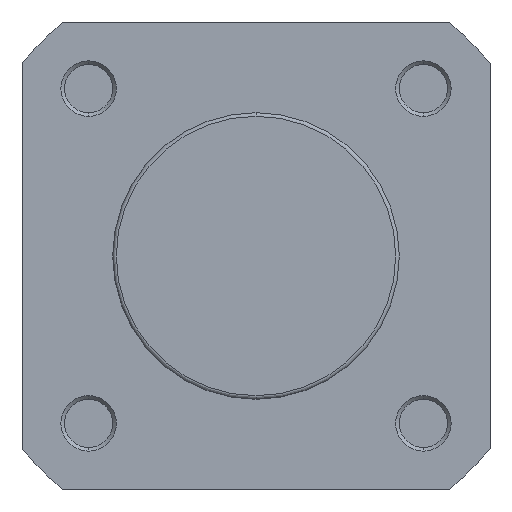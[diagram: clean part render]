
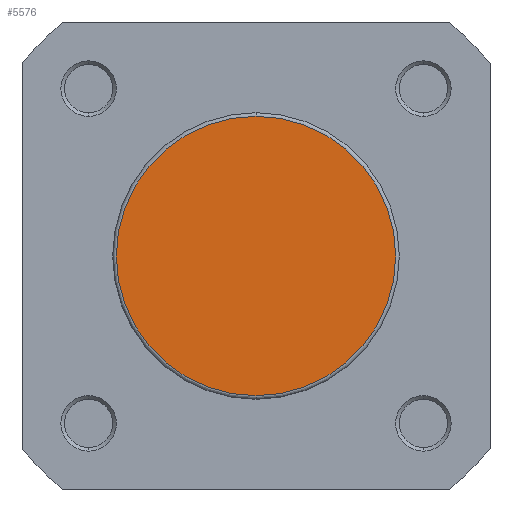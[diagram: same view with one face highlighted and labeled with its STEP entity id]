
A CAD part, left-side view. The second image highlights one B-rep face of the part: STEP entity #5576.
In plain terms, the highlighted planar face has unit normal (-1, 0, 0).
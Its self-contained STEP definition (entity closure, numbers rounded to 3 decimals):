
#355 = EDGE_CURVE ( 'NONE', #4400, #4395, #2552, .T. ) ;
#414 = EDGE_CURVE ( 'NONE', #4395, #4400, #2640, .T. ) ;
#583 = AXIS2_PLACEMENT_3D ( 'NONE', #5053, #5054, #5055 ) ;
#611 = AXIS2_PLACEMENT_3D ( 'NONE', #5208, #5210, #5211 ) ;
#916 = AXIS2_PLACEMENT_3D ( 'NONE', #4150, #4152, #4153 ) ;
#1361 = EDGE_LOOP ( 'NONE', ( #1905, #1906 ) ) ;
#1690 = FACE_OUTER_BOUND ( 'NONE', #1361, .T. ) ;
#1905 = ORIENTED_EDGE ( 'NONE', *, *, #355, .T. ) ;
#1906 = ORIENTED_EDGE ( 'NONE', *, *, #414, .T. ) ;
#2552 = CIRCLE ( 'NONE', #583, 19.4 ) ;
#2640 = CIRCLE ( 'NONE', #611, 19.4 ) ;
#3325 = CARTESIAN_POINT ( 'NONE',  ( 0., 0., 19.4 ) ) ;
#3330 = CARTESIAN_POINT ( 'NONE',  ( 0., 0., -19.4 ) ) ;
#4150 = CARTESIAN_POINT ( 'NONE',  ( 0., 19.9, 0. ) ) ;
#4151 = PLANE ( 'NONE',  #916 ) ;
#4152 = DIRECTION ( 'NONE',  ( 1., 0., 0. ) ) ;
#4153 = DIRECTION ( 'NONE',  ( 0., 0., -1. ) ) ;
#4395 = VERTEX_POINT ( 'NONE', #3325 ) ;
#4400 = VERTEX_POINT ( 'NONE', #3330 ) ;
#5053 = CARTESIAN_POINT ( 'NONE',  ( 0., 0., 0. ) ) ;
#5054 = DIRECTION ( 'NONE',  ( -1., 0., 0. ) ) ;
#5055 = DIRECTION ( 'NONE',  ( 0., 0., -1. ) ) ;
#5208 = CARTESIAN_POINT ( 'NONE',  ( 0., 0., 0. ) ) ;
#5210 = DIRECTION ( 'NONE',  ( -1., 0., 0. ) ) ;
#5211 = DIRECTION ( 'NONE',  ( 0., 0., -1. ) ) ;
#5576 = ADVANCED_FACE ( 'NONE', ( #1690 ), #4151, .F. ) ;
